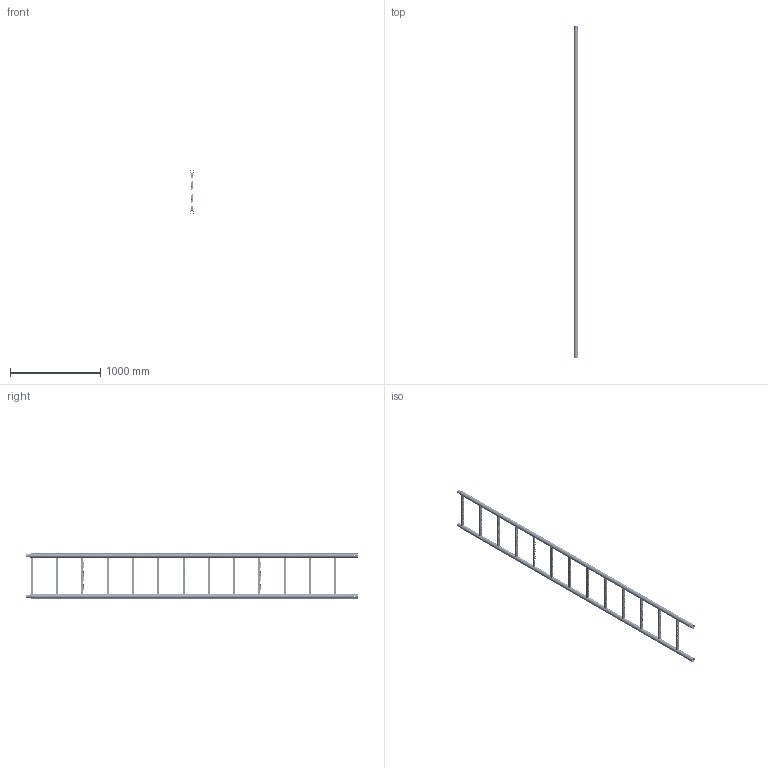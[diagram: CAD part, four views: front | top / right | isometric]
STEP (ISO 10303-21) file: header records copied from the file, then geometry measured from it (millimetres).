
FILE_DESCRIPTION (( 'STEP AP203' ), '1' );
FILE_NAME ('9294000013.STEP', '2024-04-23T14:28:49', ( '' ), ( '' ), 'SwSTEP 2.0', 'SolidWorks 2022', '' );
FILE_SCHEMA (( 'CONFIG_CONTROL_DESIGN' ));
Products named in the file (1): 9294000013
Bounding box: 48.3 x 3675 x 498.3 mm (x, y, z)
Volume: 2794154.4 mm3; surface area: 2849729.7 mm2
Topology: 15 solids, 15 shells, 6089 faces, 17022 edges, 10404 vertices
Faces by surface type: cone 2036, plane 1395, torus 1360, cylinder 1181, bspline 117
Entity records: 214835 total; most frequent: CARTESIAN_POINT 50125, DIRECTION 37996, ORIENTED_EDGE 34044, EDGE_CURVE 17022, AXIS2_PLACEMENT_3D 15719, VERTEX_POINT 10404, CIRCLE 9746, EDGE_LOOP 6894
